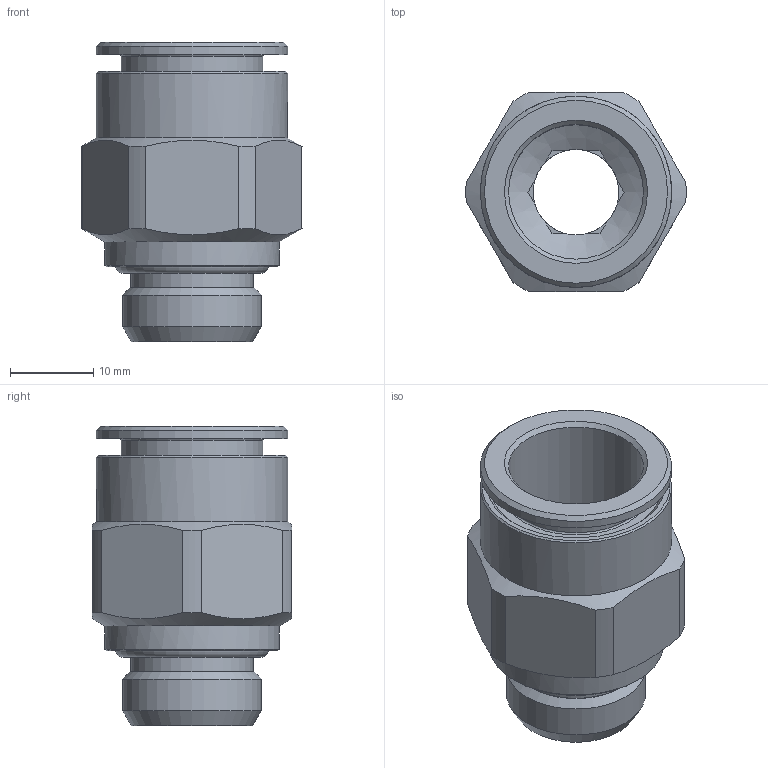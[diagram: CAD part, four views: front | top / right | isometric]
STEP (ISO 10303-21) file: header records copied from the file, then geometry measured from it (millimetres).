
FILE_DESCRIPTION(/* description */ (''),/* implementation_level */ '2;1');
FILE_NAME(/* name */ 'iqsg_3816_g_msv.stp',/* time_stamp */ '2017-11-02T15:48:14+01:00',/* author */ ('Hamoud'),/* organization */ (''),/* preprocessor_version */ 'ST-DEVELOPER v15.6',/* originating_system */ 'Autodesk Inventor LT ',/* authorisation */ '');
FILE_SCHEMA (('AUTOMOTIVE_DESIGN { 1 0 10303 214 3 1 1 }'));
Length unit declared in the file: millimetre
Products named in the file (1): B200140_IPSO_01_16_3-8_16.01.2017
Bounding box: 26.49 x 24 x 36 mm (x, y, z)
Volume: 5789.4 mm3; surface area: 6856.4 mm2
Topology: 3 solids, 3 shells, 70 faces, 168 edges, 109 vertices
Faces by surface type: plane 35, cylinder 18, cone 12, torus 5
Full cylindrical faces by diameter (mm): 10.3 x1, 14.75 x1, 16.2 x2, 16.662 x1, 17 x1, 17.2 x1, 20.2 x1, 20.4 x1, 21 x1, 23 x2
Entity records: 1948 total; most frequent: CARTESIAN_POINT 442, DIRECTION 310, ORIENTED_EDGE 258, AXIS2_PLACEMENT_3D 134, EDGE_CURVE 129, EDGE_LOOP 109, VERTEX_POINT 98, FACE_OUTER_BOUND 70
